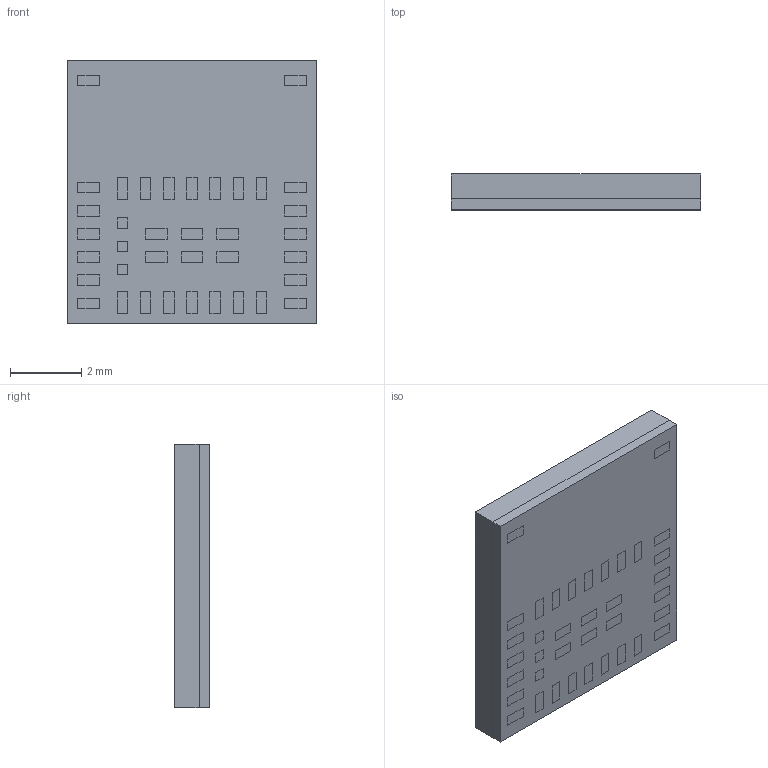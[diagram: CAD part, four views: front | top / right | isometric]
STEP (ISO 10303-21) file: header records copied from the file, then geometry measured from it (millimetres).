
FILE_DESCRIPTION (( 'STEP AP214' ), '1' );
FILE_NAME ('MBN52832.STEP', '2018-01-25T00:46:58', ( '' ), ( '' ), 'SwSTEP 2.0', 'SolidWorks 2017', '' );
FILE_SCHEMA (( 'AUTOMOTIVE_DESIGN' ));
Length unit declared in the file: millimetre
Products named in the file (1): MBN52832
Bounding box: 7 x 1 x 7.4 mm (x, y, z)
Volume: 51.8 mm3; surface area: 305.4 mm2
Topology: 41 solids, 41 shells, 434 faces, 942 edges, 628 vertices
Faces by surface type: plane 430, cylinder 4
Entity records: 11968 total; most frequent: CARTESIAN_POINT 2005, ORIENTED_EDGE 1884, DIRECTION 1820, EDGE_CURVE 942, VECTOR 934, LINE 934, VERTEX_POINT 628, EDGE_LOOP 472
